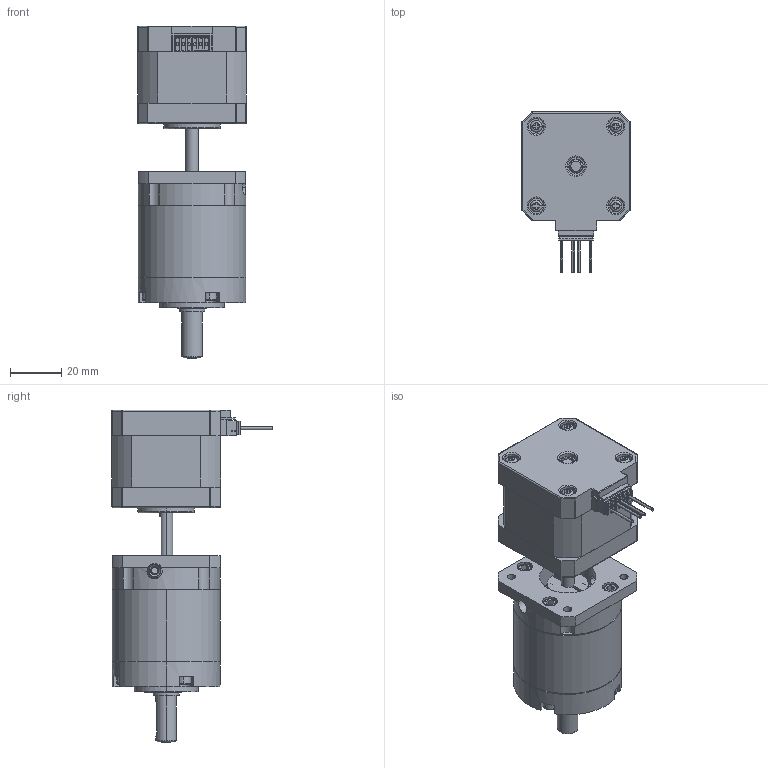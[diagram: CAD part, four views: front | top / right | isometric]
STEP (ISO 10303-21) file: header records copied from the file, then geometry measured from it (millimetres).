
FILE_DESCRIPTION (( 'STEP AP214' ), '1' );
FILE_NAME ('Assieme1.STEP', '2024-01-02T17:47:34', ( '' ), ( '' ), 'SwSTEP 2.0', 'SolidWorks 2021', '' );
FILE_SCHEMA (( 'AUTOMOTIVE_DESIGN' ));
Length unit declared in the file: millimetre
Products named in the file (9): MG17 output-2.STEP; M3 hexagon socket screw head.STEP; 6801.STEP; Assieme1; 42GN Input flange.STEP; RIDUTTORE.STEP; __10Circlip.STEP; Input shaft.STEP; STEPPERMOTOR.step
Assembly tree (15 placements, depth 3):
  Assieme1
    STEPPERMOTOR.step
    RIDUTTORE.STEP
      MG17 output-2.STEP
      42GN Input flange.STEP
      6801.STEP
      Input shaft.STEP
      __10Circlip.STEP
      M3 hexagon socket screw head.STEP  x8
Bounding box: 42.32 x 62.4 x 129.25 mm (x, y, z)
Volume: 137928.1 mm3; surface area: 31774.3 mm2
Topology: 14 solids, 14 shells, 717 faces, 1783 edges, 1117 vertices
Faces by surface type: plane 378, cylinder 250, cone 35, torus 22, bspline 17, sphere 15
Entity records: 21974 total; most frequent: CARTESIAN_POINT 4419, DIRECTION 3287, ORIENTED_EDGE 3108, EDGE_CURVE 1554, AXIS2_PLACEMENT_3D 1209, VERTEX_POINT 991, LINE 869, VECTOR 869
